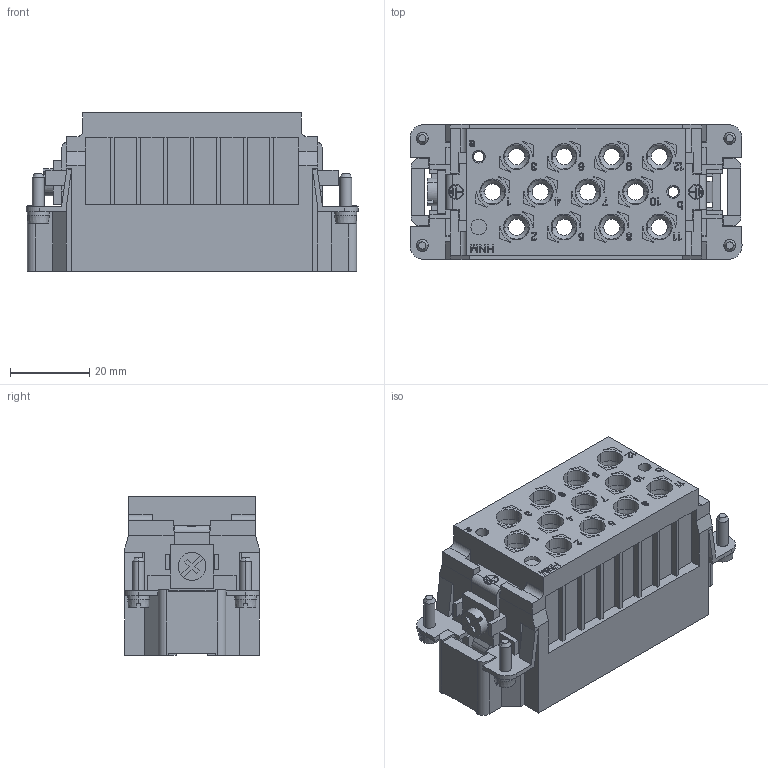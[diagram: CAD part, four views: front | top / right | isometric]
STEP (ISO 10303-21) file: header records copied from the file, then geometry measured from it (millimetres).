
FILE_DESCRIPTION(('Creo Elements/Direct Modeling STEP Export'),'2;1');
FILE_NAME('0ln7uvk4pr4prtk3496','2019-03-22T 9:39:31',(''),(''),'PTC Creo Elements/Direct Modeling STEP processor for AP214 (Solid Model)','PTC Creo Elements/Direct Modeling 19.0E 27-Jun-2016 (C) Parametric Technology GmbH','');
FILE_SCHEMA(('AUTOMOTIVE_DESIGN { 1 0 10303 214 1 1 1 1 }'));
Length unit declared in the file: millimetre
Products named in the file (2): RXM_12-2
Assembly tree (1 placements, depth 2):
  RXM_12-2
    RXM_12-2
Bounding box: 83.7 x 34 x 39.95 mm (x, y, z)
Volume: 49956.8 mm3; surface area: 27778.8 mm2
Topology: 1 solids, 1 shells, 808 faces, 3576 edges, 2862 vertices
Faces by surface type: plane 538, cylinder 154, cone 92, torus 24
Entity records: 39178 total; most frequent: CARTESIAN_POINT 7446, ORIENTED_EDGE 7152, DIRECTION 4831, EDGE_CURVE 3576, VECTOR 2961, LINE 2961, VERTEX_POINT 2862, EDGE_LOOP 944
